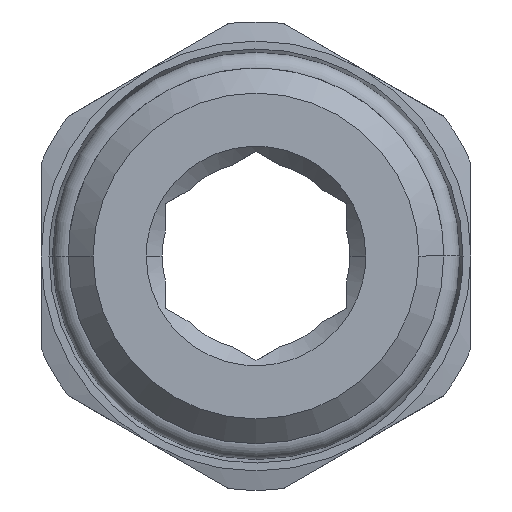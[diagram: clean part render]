
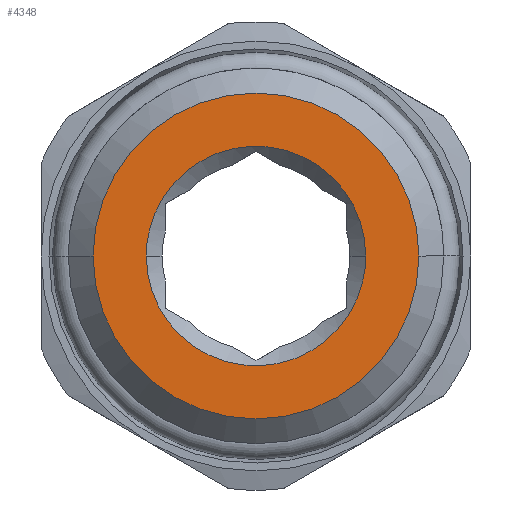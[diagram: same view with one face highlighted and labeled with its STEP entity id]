
A CAD part, front view. The second image highlights one B-rep face of the part: STEP entity #4348.
In plain terms, the highlighted planar face has unit normal (0, -1, 0).
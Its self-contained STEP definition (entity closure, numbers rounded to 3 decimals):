
#4187=CARTESIAN_POINT('Vertex',(7.2,0.,0.)) ;
#4190=CARTESIAN_POINT('Axis2P3D Location',(0.,0.,0.)) ;
#4194=CARTESIAN_POINT('Vertex',(-7.2,0.,0.)) ;
#4214=CARTESIAN_POINT('Axis2P3D Location',(0.,0.,0.)) ;
#4285=CARTESIAN_POINT('Axis2P3D Location',(0.,0.,0.)) ;
#4295=CARTESIAN_POINT('Control Point',(4.85,0.,0.)) ;
#4296=CARTESIAN_POINT('Control Point',(4.85,0.,0.539)) ;
#4297=CARTESIAN_POINT('Control Point',(4.775,0.,1.079)) ;
#4298=CARTESIAN_POINT('Control Point',(4.625,0.,1.604)) ;
#4299=CARTESIAN_POINT('Control Point',(4.183,0.,2.6)) ;
#4300=CARTESIAN_POINT('Control Point',(3.486,0.,3.437)) ;
#4301=CARTESIAN_POINT('Control Point',(3.081,0.,3.804)) ;
#4302=CARTESIAN_POINT('Control Point',(2.18,0.,4.416)) ;
#4303=CARTESIAN_POINT('Control Point',(1.146,0.,4.759)) ;
#4304=CARTESIAN_POINT('Control Point',(0.608,0.,4.857)) ;
#4305=CARTESIAN_POINT('Control Point',(-0.48,0.,4.902)) ;
#4306=CARTESIAN_POINT('Control Point',(-1.539,0.,4.647)) ;
#4307=CARTESIAN_POINT('Control Point',(-2.047,0.,4.447)) ;
#4308=CARTESIAN_POINT('Control Point',(-2.995,0.,3.91)) ;
#4309=CARTESIAN_POINT('Control Point',(-3.76,0.,3.134)) ;
#4310=CARTESIAN_POINT('Control Point',(-4.086,0.,2.696)) ;
#4311=CARTESIAN_POINT('Control Point',(-4.516,0.,1.907)) ;
#4312=CARTESIAN_POINT('Control Point',(-4.755,0.,1.047)) ;
#4313=CARTESIAN_POINT('Control Point',(-4.818,0.,0.7)) ;
#4314=CARTESIAN_POINT('Control Point',(-4.85,0.,0.35)) ;
#4315=CARTESIAN_POINT('Control Point',(-4.85,0.,0.)) ;
#4316=CARTESIAN_POINT('Vertex',(4.85,0.,0.)) ;
#4318=CARTESIAN_POINT('Vertex',(-4.85,0.,0.)) ;
#4322=CARTESIAN_POINT('Control Point',(-4.85,0.,0.)) ;
#4323=CARTESIAN_POINT('Control Point',(-4.85,0.,-0.539)) ;
#4324=CARTESIAN_POINT('Control Point',(-4.775,0.,-1.079)) ;
#4325=CARTESIAN_POINT('Control Point',(-4.625,0.,-1.604)) ;
#4326=CARTESIAN_POINT('Control Point',(-4.183,0.,-2.6)) ;
#4327=CARTESIAN_POINT('Control Point',(-3.486,0.,-3.437)) ;
#4328=CARTESIAN_POINT('Control Point',(-3.081,0.,-3.804)) ;
#4329=CARTESIAN_POINT('Control Point',(-2.18,0.,-4.416)) ;
#4330=CARTESIAN_POINT('Control Point',(-1.146,0.,-4.759)) ;
#4331=CARTESIAN_POINT('Control Point',(-0.608,0.,-4.857)) ;
#4332=CARTESIAN_POINT('Control Point',(0.48,0.,-4.902)) ;
#4333=CARTESIAN_POINT('Control Point',(1.539,0.,-4.647)) ;
#4334=CARTESIAN_POINT('Control Point',(2.047,0.,-4.447)) ;
#4335=CARTESIAN_POINT('Control Point',(2.995,0.,-3.91)) ;
#4336=CARTESIAN_POINT('Control Point',(3.76,0.,-3.134)) ;
#4337=CARTESIAN_POINT('Control Point',(4.086,0.,-2.696)) ;
#4338=CARTESIAN_POINT('Control Point',(4.516,0.,-1.907)) ;
#4339=CARTESIAN_POINT('Control Point',(4.755,0.,-1.047)) ;
#4340=CARTESIAN_POINT('Control Point',(4.818,0.,-0.7)) ;
#4341=CARTESIAN_POINT('Control Point',(4.85,0.,-0.35)) ;
#4342=CARTESIAN_POINT('Control Point',(4.85,0.,0.)) ;
#4191=DIRECTION('Axis2P3D Direction',(-0.,1.,0.)) ;
#4215=DIRECTION('Axis2P3D Direction',(-0.,1.,0.)) ;
#4286=DIRECTION('Axis2P3D Direction',(-0.,1.,0.)) ;
#4287=DIRECTION('Axis2P3D XDirection',(1.,0.,0.)) ;
#4192=AXIS2_PLACEMENT_3D('Circle Axis2P3D',#4190,#4191,$) ;
#4216=AXIS2_PLACEMENT_3D('Circle Axis2P3D',#4214,#4215,$) ;
#4288=AXIS2_PLACEMENT_3D('Plane Axis2P3D',#4285,#4286,#4287) ;
#4291=ORIENTED_EDGE('',*,*,#4218,.F.) ;
#4292=ORIENTED_EDGE('',*,*,#4196,.T.) ;
#4345=ORIENTED_EDGE('',*,*,#4320,.F.) ;
#4346=ORIENTED_EDGE('',*,*,#4343,.F.) ;
#4347=FACE_BOUND('',#4344,.T.) ;
#4348=ADVANCED_FACE('PN511B-10G38',(#4293,#4347),#4289,.F.) ;
#4294=B_SPLINE_CURVE_WITH_KNOTS('',5,(#4295,#4296,#4297,#4298,#4299,#4300,#4301,#4302,#4303,#4304,#4305,#4306,#4307,#4308,#4309,#4310,#4311,#4312,#4313,#4314,#4315),.UNSPECIFIED.,.F.,.U.,(6,3,3,3,3,3,6),(0.,3.814,7.629,11.443,15.258,19.072,21.548),.UNSPECIFIED.) ;
#4321=B_SPLINE_CURVE_WITH_KNOTS('',5,(#4322,#4323,#4324,#4325,#4326,#4327,#4328,#4329,#4330,#4331,#4332,#4333,#4334,#4335,#4336,#4337,#4338,#4339,#4340,#4341,#4342),.UNSPECIFIED.,.F.,.U.,(6,3,3,3,3,3,6),(0.,3.814,7.629,11.443,15.258,19.072,21.548),.UNSPECIFIED.) ;
#4193=CIRCLE('generated circle',#4192,7.2) ;
#4217=CIRCLE('generated circle',#4216,7.2) ;
#4196=EDGE_CURVE('',#4195,#4188,#4193,.F.) ;
#4218=EDGE_CURVE('',#4195,#4188,#4217,.T.) ;
#4320=EDGE_CURVE('',#4317,#4319,#4294,.T.) ;
#4343=EDGE_CURVE('',#4319,#4317,#4321,.T.) ;
#4290=EDGE_LOOP('',(#4291,#4292)) ;
#4344=EDGE_LOOP('',(#4345,#4346)) ;
#4293=FACE_OUTER_BOUND('',#4290,.T.) ;
#4289=PLANE('',#4288) ;
#4188=VERTEX_POINT('',#4187) ;
#4195=VERTEX_POINT('',#4194) ;
#4317=VERTEX_POINT('',#4316) ;
#4319=VERTEX_POINT('',#4318) ;
